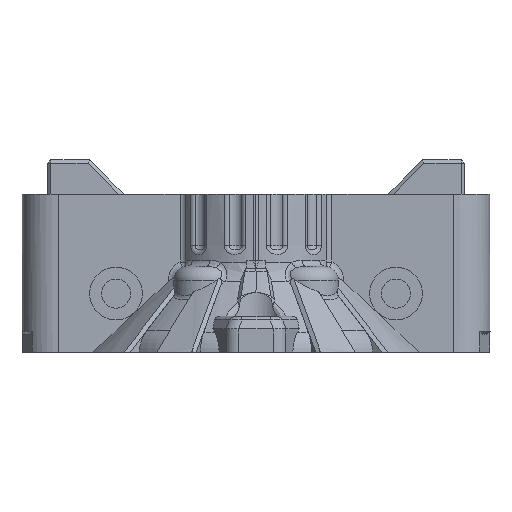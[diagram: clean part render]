
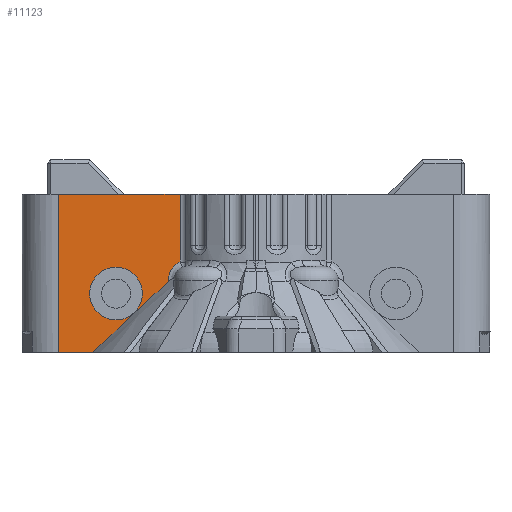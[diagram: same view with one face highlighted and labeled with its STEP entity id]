
A CAD part, front view. The second image highlights one B-rep face of the part: STEP entity #11123.
In plain terms, the highlighted planar face has unit normal (0, -1, 0).
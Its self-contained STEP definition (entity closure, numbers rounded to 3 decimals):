
#115=B_SPLINE_CURVE_WITH_KNOTS('',3,(#19459,#19460,#19461,#19462,#19463,
#19464,#19465,#19466,#19467,#19468,#19469,#19470,#19471,#19472,#19473,#19474,
#19475,#19476,#19477,#19478,#19479,#19480,#19481,#19482,#19483,#19484,#19485,
#19486,#19487,#19488,#19489,#19490,#19491,#19492),.UNSPECIFIED.,.F.,.F.,
(4,3,3,3,3,3,3,3,3,3,3,4),(0.,0.11,0.224,0.25,
0.367,0.481,0.5,0.503,0.63,
0.75,0.875,1.),.UNSPECIFIED.);
#228=(
BOUNDED_CURVE()
B_SPLINE_CURVE(2,(#19573,#19574,#19575),.UNSPECIFIED.,.F.,.F.)
B_SPLINE_CURVE_WITH_KNOTS((3,3),(0.034,0.496),
 .UNSPECIFIED.)
CURVE()
GEOMETRIC_REPRESENTATION_ITEM()
RATIONAL_B_SPLINE_CURVE((1.043,1.331,1.563))
REPRESENTATION_ITEM('')
);
#288=FACE_BOUND('',#1996,.T.);
#860=CIRCLE('',#12091,2.9);
#1381=FACE_OUTER_BOUND('',#1995,.T.);
#1995=EDGE_LOOP('',(#9288,#9289,#9290,#9291,#9292,#9293));
#1996=EDGE_LOOP('',(#9294));
#2793=LINE('',#17343,#3812);
#2974=LINE('',#19579,#3993);
#2975=LINE('',#19580,#3994);
#2976=LINE('',#19581,#3995);
#3812=VECTOR('',#14108,10.);
#3993=VECTOR('',#14761,10.);
#3994=VECTOR('',#14762,1000.);
#3995=VECTOR('',#14763,10.);
#4821=VERTEX_POINT('',#17340);
#4822=VERTEX_POINT('',#17342);
#5073=VERTEX_POINT('',#19397);
#5074=VERTEX_POINT('',#19436);
#5075=VERTEX_POINT('',#19453);
#5088=VERTEX_POINT('',#19572);
#5089=VERTEX_POINT('',#19578);
#6189=EDGE_CURVE('',#4821,#4822,#2793,.T.);
#6541=EDGE_CURVE('',#5073,#5073,#860,.T.);
#6544=EDGE_CURVE('',#5075,#5074,#115,.T.);
#6573=EDGE_CURVE('',#5088,#5074,#228,.T.);
#6575=EDGE_CURVE('',#5089,#4821,#2974,.T.);
#6576=EDGE_CURVE('',#5089,#5088,#2975,.T.);
#6577=EDGE_CURVE('',#5075,#4822,#2976,.T.);
#9288=ORIENTED_EDGE('',*,*,#6189,.F.);
#9289=ORIENTED_EDGE('',*,*,#6575,.F.);
#9290=ORIENTED_EDGE('',*,*,#6576,.T.);
#9291=ORIENTED_EDGE('',*,*,#6573,.T.);
#9292=ORIENTED_EDGE('',*,*,#6544,.F.);
#9293=ORIENTED_EDGE('',*,*,#6577,.T.);
#9294=ORIENTED_EDGE('',*,*,#6541,.T.);
#10607=PLANE('',#12118);
#11123=ADVANCED_FACE('',(#1381,#288),#10607,.T.);
#12091=AXIS2_PLACEMENT_3D('',#19399,#14691,#14692);
#12118=AXIS2_PLACEMENT_3D('',#19577,#14759,#14760);
#14108=DIRECTION('',(1.,0.,0.));
#14691=DIRECTION('center_axis',(0.,1.,0.));
#14692=DIRECTION('ref_axis',(-1.,0.,0.));
#14759=DIRECTION('center_axis',(0.,-1.,0.));
#14760=DIRECTION('ref_axis',(1.,0.,0.));
#14761=DIRECTION('',(0.,0.,1.));
#14762=DIRECTION('',(1.,0.,0.));
#14763=DIRECTION('',(0.,0.,1.));
#17340=CARTESIAN_POINT('',(-21.748,-4.,17.444));
#17342=CARTESIAN_POINT('',(-8.352,-4.,17.444));
#17343=CARTESIAN_POINT('',(-7.257,-4.,17.444));
#19397=CARTESIAN_POINT('',(-12.5,-4.,6.5));
#19399=CARTESIAN_POINT('Origin',(-15.4,-4.,6.5));
#19436=CARTESIAN_POINT('',(-9.636,-4.,7.816));
#19453=CARTESIAN_POINT('',(-8.352,-4.,9.98));
#19459=CARTESIAN_POINT('Ctrl Pts',(-8.352,-4.,
9.98));
#19460=CARTESIAN_POINT('Ctrl Pts',(-8.443,-4.,
9.938));
#19461=CARTESIAN_POINT('Ctrl Pts',(-8.531,-4.,
9.891));
#19462=CARTESIAN_POINT('Ctrl Pts',(-8.614,-4.,9.838));
#19463=CARTESIAN_POINT('Ctrl Pts',(-8.701,-4.,
9.784));
#19464=CARTESIAN_POINT('Ctrl Pts',(-8.784,-4.,
9.724));
#19465=CARTESIAN_POINT('Ctrl Pts',(-8.862,-4.,
9.659));
#19466=CARTESIAN_POINT('Ctrl Pts',(-8.88,-4.,
9.644));
#19467=CARTESIAN_POINT('Ctrl Pts',(-8.898,-4.,
9.629));
#19468=CARTESIAN_POINT('Ctrl Pts',(-8.915,-4.,
9.614));
#19469=CARTESIAN_POINT('Ctrl Pts',(-8.993,-4.,
9.545));
#19470=CARTESIAN_POINT('Ctrl Pts',(-9.066,-4.,
9.47));
#19471=CARTESIAN_POINT('Ctrl Pts',(-9.133,-4.,
9.391));
#19472=CARTESIAN_POINT('Ctrl Pts',(-9.198,-4.,
9.314));
#19473=CARTESIAN_POINT('Ctrl Pts',(-9.258,-4.,
9.232));
#19474=CARTESIAN_POINT('Ctrl Pts',(-9.312,-4.,
9.146));
#19475=CARTESIAN_POINT('Ctrl Pts',(-9.321,-4.,
9.132));
#19476=CARTESIAN_POINT('Ctrl Pts',(-9.33,-4.,
9.117));
#19477=CARTESIAN_POINT('Ctrl Pts',(-9.338,-4.,
9.102));
#19478=CARTESIAN_POINT('Ctrl Pts',(-9.34,-4.,
9.1));
#19479=CARTESIAN_POINT('Ctrl Pts',(-9.341,-4.,
9.098));
#19480=CARTESIAN_POINT('Ctrl Pts',(-9.342,-4.,9.095));
#19481=CARTESIAN_POINT('Ctrl Pts',(-9.4,-4.,
8.998));
#19482=CARTESIAN_POINT('Ctrl Pts',(-9.449,-4.,
8.896));
#19483=CARTESIAN_POINT('Ctrl Pts',(-9.491,-4.,
8.79));
#19484=CARTESIAN_POINT('Ctrl Pts',(-9.53,-4.,
8.69));
#19485=CARTESIAN_POINT('Ctrl Pts',(-9.562,-4.,
8.587));
#19486=CARTESIAN_POINT('Ctrl Pts',(-9.586,-4.,8.481));
#19487=CARTESIAN_POINT('Ctrl Pts',(-9.612,-4.,
8.372));
#19488=CARTESIAN_POINT('Ctrl Pts',(-9.629,-4.,
8.261));
#19489=CARTESIAN_POINT('Ctrl Pts',(-9.637,-4.,
8.15));
#19490=CARTESIAN_POINT('Ctrl Pts',(-9.646,-4.,8.038));
#19491=CARTESIAN_POINT('Ctrl Pts',(-9.645,-4.,7.926));
#19492=CARTESIAN_POINT('Ctrl Pts',(-9.636,-4.,
7.816));
#19572=CARTESIAN_POINT('',(-17.947,-4.,0.05));
#19573=CARTESIAN_POINT('Ctrl Pts',(-17.947,-4.,
0.05));
#19574=CARTESIAN_POINT('Ctrl Pts',(-12.687,-4.,
5.103));
#19575=CARTESIAN_POINT('Ctrl Pts',(-9.636,-4.,
7.816));
#19577=CARTESIAN_POINT('Origin',(0.001,-4.,
-0.002));
#19578=CARTESIAN_POINT('',(-21.748,-4.,0.05));
#19579=CARTESIAN_POINT('',(-21.748,-4.,13.444));
#19580=CARTESIAN_POINT('',(0.001,-4.,0.05));
#19581=CARTESIAN_POINT('',(-8.352,-4.,13.444));
